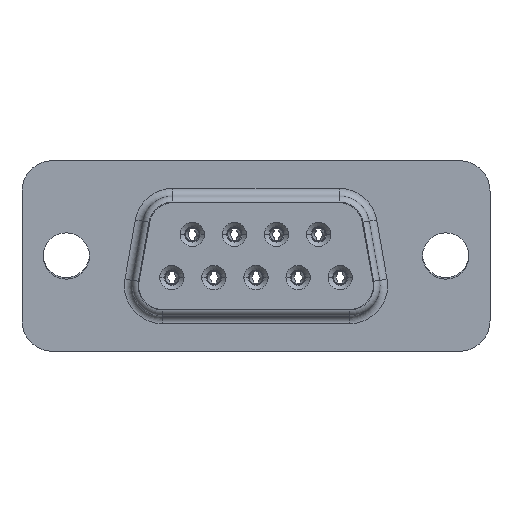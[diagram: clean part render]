
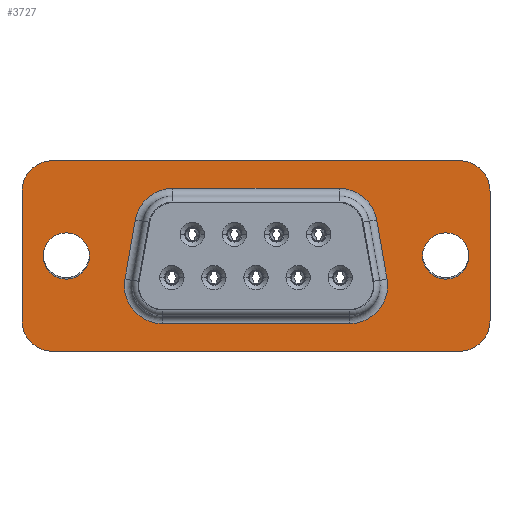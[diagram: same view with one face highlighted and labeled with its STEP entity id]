
A CAD part, front view. The second image highlights one B-rep face of the part: STEP entity #3727.
In plain terms, the highlighted face is planar.
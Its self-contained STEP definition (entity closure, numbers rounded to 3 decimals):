
#2990=CARTESIAN_POINT('',(-12.495,0.2,0.));
#2991=DIRECTION('',(0.,-1.,0.));
#2992=DIRECTION('',(1.,0.,0.));
#2993=AXIS2_PLACEMENT_3D('',#2990,#2991,#2992);
#2995=CARTESIAN_POINT('',(-12.495,0.2,0.));
#2996=DIRECTION('',(0.,-1.,0.));
#2997=DIRECTION('',(-1.,0.,0.));
#2998=AXIS2_PLACEMENT_3D('',#2995,#2996,#2997);
#3000=CARTESIAN_POINT('',(12.495,0.2,0.));
#3001=DIRECTION('',(0.,-1.,0.));
#3002=DIRECTION('',(1.,0.,0.));
#3003=AXIS2_PLACEMENT_3D('',#3000,#3001,#3002);
#3005=CARTESIAN_POINT('',(12.495,0.2,0.));
#3006=DIRECTION('',(0.,-1.,0.));
#3007=DIRECTION('',(-1.,0.,0.));
#3008=AXIS2_PLACEMENT_3D('',#3005,#3006,#3007);
#3010=CARTESIAN_POINT('',(-13.405,0.2,-4.275));
#3011=DIRECTION('',(0.,1.,0.));
#3012=DIRECTION('',(0.,0.,-1.));
#3013=AXIS2_PLACEMENT_3D('',#3010,#3011,#3012);
#3015=DIRECTION('',(-1.,0.,0.));
#3016=VECTOR('',#3015,26.81);
#3017=CARTESIAN_POINT('',(13.405,0.2,-6.275));
#3018=LINE('',#3017,#3016);
#3019=CARTESIAN_POINT('',(13.405,0.2,-4.275));
#3020=DIRECTION('',(0.,1.,0.));
#3021=DIRECTION('',(1.,0.,0.));
#3022=AXIS2_PLACEMENT_3D('',#3019,#3020,#3021);
#3024=DIRECTION('',(0.,0.,-1.));
#3025=VECTOR('',#3024,8.55);
#3026=CARTESIAN_POINT('',(15.405,0.2,4.275));
#3027=LINE('',#3026,#3025);
#3028=CARTESIAN_POINT('',(13.405,0.2,4.275));
#3029=DIRECTION('',(0.,1.,0.));
#3030=DIRECTION('',(0.,0.,1.));
#3031=AXIS2_PLACEMENT_3D('',#3028,#3029,#3030);
#3033=DIRECTION('',(1.,0.,0.));
#3034=VECTOR('',#3033,26.81);
#3035=CARTESIAN_POINT('',(-13.405,0.2,6.275));
#3036=LINE('',#3035,#3034);
#3037=CARTESIAN_POINT('',(-13.405,0.2,4.275));
#3038=DIRECTION('',(0.,1.,0.));
#3039=DIRECTION('',(-1.,0.,0.));
#3040=AXIS2_PLACEMENT_3D('',#3037,#3038,#3039);
#3042=DIRECTION('',(0.,0.,1.));
#3043=VECTOR('',#3042,8.55);
#3044=CARTESIAN_POINT('',(-15.405,0.2,-4.275));
#3045=LINE('',#3044,#3043);
#3046=DIRECTION('',(1.,0.,0.));
#3047=VECTOR('',#3046,10.955);
#3048=CARTESIAN_POINT('',(-5.477,0.2,4.45));
#3049=LINE('',#3048,#3047);
#3050=CARTESIAN_POINT('',(5.477,0.2,1.95));
#3051=DIRECTION('',(0.,1.,0.));
#3052=DIRECTION('',(0.,0.,1.));
#3053=AXIS2_PLACEMENT_3D('',#3050,#3051,#3052);
#3055=DIRECTION('',(0.174,0.,-0.985));
#3056=VECTOR('',#3055,3.96);
#3057=CARTESIAN_POINT('',(7.939,0.2,2.384));
#3058=LINE('',#3057,#3056);
#3059=CARTESIAN_POINT('',(6.165,0.2,-1.95));
#3060=DIRECTION('',(0.,1.,0.));
#3061=DIRECTION('',(0.985,0.,0.174));
#3062=AXIS2_PLACEMENT_3D('',#3059,#3060,#3061);
#3064=DIRECTION('',(-1.,0.,0.));
#3065=VECTOR('',#3064,12.33);
#3066=CARTESIAN_POINT('',(6.165,0.2,-4.45));
#3067=LINE('',#3066,#3065);
#3068=CARTESIAN_POINT('',(-6.165,0.2,-1.95));
#3069=DIRECTION('',(0.,1.,0.));
#3070=DIRECTION('',(0.,0.,-1.));
#3071=AXIS2_PLACEMENT_3D('',#3068,#3069,#3070);
#3073=DIRECTION('',(0.174,0.,0.985));
#3074=VECTOR('',#3073,3.96);
#3075=CARTESIAN_POINT('',(-8.627,0.2,-1.516));
#3076=LINE('',#3075,#3074);
#3077=CARTESIAN_POINT('',(-5.477,0.2,1.95));
#3078=DIRECTION('',(0.,1.,0.));
#3079=DIRECTION('',(-0.985,0.,0.174));
#3080=AXIS2_PLACEMENT_3D('',#3077,#3078,#3079);
#3474=CARTESIAN_POINT('',(-10.97,0.2,0.));
#3475=CARTESIAN_POINT('',(-14.02,0.2,0.));
#3476=VERTEX_POINT('',#3474);
#3477=VERTEX_POINT('',#3475);
#3478=CARTESIAN_POINT('',(14.02,0.2,0.));
#3479=CARTESIAN_POINT('',(10.97,0.2,0.));
#3480=VERTEX_POINT('',#3478);
#3481=VERTEX_POINT('',#3479);
#3482=CARTESIAN_POINT('',(-13.405,0.2,-6.275));
#3483=CARTESIAN_POINT('',(-15.405,0.2,-4.275));
#3484=VERTEX_POINT('',#3482);
#3485=VERTEX_POINT('',#3483);
#3486=CARTESIAN_POINT('',(-15.405,0.2,4.275));
#3487=VERTEX_POINT('',#3486);
#3488=CARTESIAN_POINT('',(-13.405,0.2,6.275));
#3489=VERTEX_POINT('',#3488);
#3490=CARTESIAN_POINT('',(13.405,0.2,6.275));
#3491=VERTEX_POINT('',#3490);
#3492=CARTESIAN_POINT('',(15.405,0.2,4.275));
#3493=VERTEX_POINT('',#3492);
#3494=CARTESIAN_POINT('',(15.405,0.2,-4.275));
#3495=VERTEX_POINT('',#3494);
#3496=CARTESIAN_POINT('',(13.405,0.2,-6.275));
#3497=VERTEX_POINT('',#3496);
#3562=CARTESIAN_POINT('',(-5.477,0.2,4.45));
#3563=CARTESIAN_POINT('',(5.477,0.2,4.45));
#3564=VERTEX_POINT('',#3562);
#3565=VERTEX_POINT('',#3563);
#3570=CARTESIAN_POINT('',(7.939,0.2,2.384));
#3571=VERTEX_POINT('',#3570);
#3574=CARTESIAN_POINT('',(8.627,0.2,-1.516));
#3575=VERTEX_POINT('',#3574);
#3578=CARTESIAN_POINT('',(6.165,0.2,-4.45));
#3579=VERTEX_POINT('',#3578);
#3582=CARTESIAN_POINT('',(-6.165,0.2,-4.45));
#3583=VERTEX_POINT('',#3582);
#3586=CARTESIAN_POINT('',(-8.627,0.2,-1.516));
#3587=VERTEX_POINT('',#3586);
#3590=CARTESIAN_POINT('',(-7.939,0.2,2.384));
#3591=VERTEX_POINT('',#3590);
#3676=CARTESIAN_POINT('',(0.,0.2,0.));
#3677=DIRECTION('',(0.,1.,0.));
#3678=DIRECTION('',(1.,0.,0.));
#3679=AXIS2_PLACEMENT_3D('',#3676,#3677,#3678);
#3680=PLANE('',#3679);
#3682=ORIENTED_EDGE('',*,*,#3681,.F.);
#3684=ORIENTED_EDGE('',*,*,#3683,.F.);
#3686=ORIENTED_EDGE('',*,*,#3685,.F.);
#3688=ORIENTED_EDGE('',*,*,#3687,.F.);
#3690=ORIENTED_EDGE('',*,*,#3689,.F.);
#3692=ORIENTED_EDGE('',*,*,#3691,.F.);
#3694=ORIENTED_EDGE('',*,*,#3693,.F.);
#3696=ORIENTED_EDGE('',*,*,#3695,.F.);
#3697=EDGE_LOOP('',(#3682,#3684,#3686,#3688,#3690,#3692,#3694,#3696));
#3698=FACE_OUTER_BOUND('',#3697,.F.);
#3700=ORIENTED_EDGE('',*,*,#3699,.F.);
#3702=ORIENTED_EDGE('',*,*,#3701,.F.);
#3703=EDGE_LOOP('',(#3700,#3702));
#3704=FACE_BOUND('',#3703,.F.);
#3705=ORIENTED_EDGE('',*,*,#3656,.F.);
#3706=ORIENTED_EDGE('',*,*,#3670,.F.);
#3707=EDGE_LOOP('',(#3705,#3706));
#3708=FACE_BOUND('',#3707,.F.);
#3710=ORIENTED_EDGE('',*,*,#3709,.T.);
#3712=ORIENTED_EDGE('',*,*,#3711,.T.);
#3714=ORIENTED_EDGE('',*,*,#3713,.T.);
#3716=ORIENTED_EDGE('',*,*,#3715,.T.);
#3718=ORIENTED_EDGE('',*,*,#3717,.T.);
#3720=ORIENTED_EDGE('',*,*,#3719,.T.);
#3722=ORIENTED_EDGE('',*,*,#3721,.T.);
#3724=ORIENTED_EDGE('',*,*,#3723,.T.);
#3725=EDGE_LOOP('',(#3710,#3712,#3714,#3716,#3718,#3720,#3722,#3724));
#3726=FACE_BOUND('',#3725,.F.);
#2994=CIRCLE('',#2993,1.525);
#2999=CIRCLE('',#2998,1.525);
#3004=CIRCLE('',#3003,1.525);
#3009=CIRCLE('',#3008,1.525);
#3014=CIRCLE('',#3013,2.);
#3023=CIRCLE('',#3022,2.);
#3032=CIRCLE('',#3031,2.);
#3041=CIRCLE('',#3040,2.);
#3054=CIRCLE('',#3053,2.5);
#3063=CIRCLE('',#3062,2.5);
#3072=CIRCLE('',#3071,2.5);
#3081=CIRCLE('',#3080,2.5);
#3656=EDGE_CURVE('',#3476,#3477,#2994,.T.);
#3670=EDGE_CURVE('',#3477,#3476,#2999,.T.);
#3681=EDGE_CURVE('',#3484,#3485,#3014,.T.);
#3683=EDGE_CURVE('',#3497,#3484,#3018,.T.);
#3685=EDGE_CURVE('',#3495,#3497,#3023,.T.);
#3687=EDGE_CURVE('',#3493,#3495,#3027,.T.);
#3689=EDGE_CURVE('',#3491,#3493,#3032,.T.);
#3691=EDGE_CURVE('',#3489,#3491,#3036,.T.);
#3693=EDGE_CURVE('',#3487,#3489,#3041,.T.);
#3695=EDGE_CURVE('',#3485,#3487,#3045,.T.);
#3699=EDGE_CURVE('',#3480,#3481,#3004,.T.);
#3701=EDGE_CURVE('',#3481,#3480,#3009,.T.);
#3709=EDGE_CURVE('',#3564,#3565,#3049,.T.);
#3711=EDGE_CURVE('',#3565,#3571,#3054,.T.);
#3713=EDGE_CURVE('',#3571,#3575,#3058,.T.);
#3715=EDGE_CURVE('',#3575,#3579,#3063,.T.);
#3717=EDGE_CURVE('',#3579,#3583,#3067,.T.);
#3719=EDGE_CURVE('',#3583,#3587,#3072,.T.);
#3721=EDGE_CURVE('',#3587,#3591,#3076,.T.);
#3723=EDGE_CURVE('',#3591,#3564,#3081,.T.);
#3727=ADVANCED_FACE('',(#3698,#3704,#3708,#3726),#3680,.T.);
